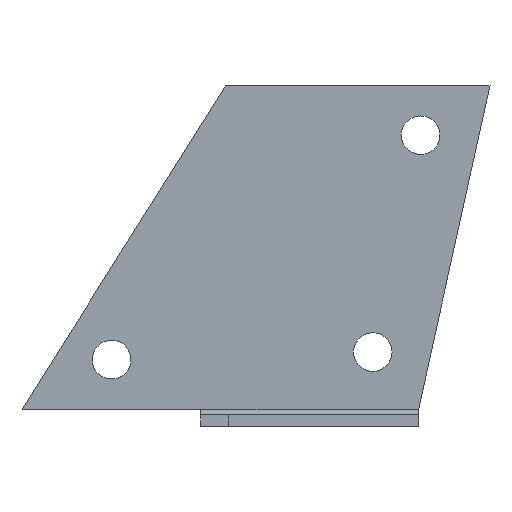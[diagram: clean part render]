
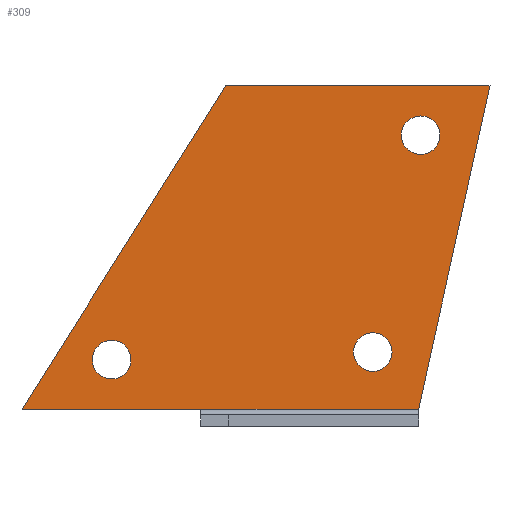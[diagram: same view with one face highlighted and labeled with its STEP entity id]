
A CAD part, front view. The second image highlights one B-rep face of the part: STEP entity #309.
In plain terms, the highlighted planar face has unit normal (0, -1, 0).
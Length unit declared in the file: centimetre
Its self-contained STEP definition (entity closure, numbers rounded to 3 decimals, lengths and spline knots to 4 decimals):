
#23=FACE_BOUND('',#62,.T.);
#24=FACE_BOUND('',#63,.T.);
#25=FACE_BOUND('',#64,.T.);
#32=CIRCLE('',#331,0.5075);
#33=CIRCLE('',#332,0.5075);
#34=CIRCLE('',#333,0.5075);
#42=FACE_OUTER_BOUND('',#61,.T.);
#61=EDGE_LOOP('',(#215,#216,#217,#218,#219));
#62=EDGE_LOOP('',(#220));
#63=EDGE_LOOP('',(#221));
#64=EDGE_LOOP('',(#222));
#89=LINE('',#453,#119);
#90=LINE('',#455,#120);
#91=LINE('',#457,#121);
#92=LINE('',#459,#122);
#93=LINE('',#460,#123);
#119=VECTOR('',#363,4.7);
#120=VECTOR('',#364,5.7253);
#121=VECTOR('',#365,8.7048);
#122=VECTOR('',#366,6.944);
#123=VECTOR('',#367,10.048);
#149=VERTEX_POINT('',#451);
#150=VERTEX_POINT('',#452);
#151=VERTEX_POINT('',#454);
#152=VERTEX_POINT('',#456);
#153=VERTEX_POINT('',#458);
#154=VERTEX_POINT('',#461);
#155=VERTEX_POINT('',#463);
#156=VERTEX_POINT('',#465);
#175=EDGE_CURVE('',#149,#150,#89,.T.);
#176=EDGE_CURVE('',#149,#151,#90,.T.);
#177=EDGE_CURVE('',#152,#151,#91,.T.);
#178=EDGE_CURVE('',#153,#152,#92,.T.);
#179=EDGE_CURVE('',#150,#153,#93,.T.);
#180=EDGE_CURVE('',#154,#154,#32,.T.);
#181=EDGE_CURVE('',#155,#155,#33,.T.);
#182=EDGE_CURVE('',#156,#156,#34,.T.);
#215=ORIENTED_EDGE('',*,*,#175,.F.);
#216=ORIENTED_EDGE('',*,*,#176,.T.);
#217=ORIENTED_EDGE('',*,*,#177,.F.);
#218=ORIENTED_EDGE('',*,*,#178,.F.);
#219=ORIENTED_EDGE('',*,*,#179,.F.);
#220=ORIENTED_EDGE('',*,*,#180,.F.);
#221=ORIENTED_EDGE('',*,*,#181,.F.);
#222=ORIENTED_EDGE('',*,*,#182,.F.);
#295=PLANE('',#330);
#309=ADVANCED_FACE('',(#42,#23,#24,#25),#295,.T.);
#330=AXIS2_PLACEMENT_3D('',#450,#361,#362);
#331=AXIS2_PLACEMENT_3D('',#462,#368,#369);
#332=AXIS2_PLACEMENT_3D('',#464,#370,#371);
#333=AXIS2_PLACEMENT_3D('',#466,#372,#373);
#361=DIRECTION('center_axis',(0.,-1.,0.));
#362=DIRECTION('ref_axis',(0.,0.,-1.));
#363=DIRECTION('',(-1.,0.,0.));
#364=DIRECTION('',(1.,0.,0.));
#365=DIRECTION('',(-0.216,0.,-0.976));
#366=DIRECTION('',(1.,0.,0.));
#367=DIRECTION('',(0.533,0.,0.846));
#368=DIRECTION('center_axis',(0.,-1.,0.));
#369=DIRECTION('ref_axis',(0.,0.,1.));
#370=DIRECTION('center_axis',(0.,-1.,0.));
#371=DIRECTION('ref_axis',(0.,0.,1.));
#372=DIRECTION('center_axis',(0.,-1.,0.));
#373=DIRECTION('ref_axis',(0.,0.,1.));
#450=CARTESIAN_POINT('Origin',(0.,3.5,0.));
#451=CARTESIAN_POINT('',(54.2382,3.5,50.7));
#452=CARTESIAN_POINT('',(49.5382,3.5,50.7));
#453=CARTESIAN_POINT('',(54.2382,3.5,50.7));
#454=CARTESIAN_POINT('',(59.9635,3.5,50.7));
#455=CARTESIAN_POINT('',(54.2382,3.5,50.7));
#456=CARTESIAN_POINT('',(61.8406,3.5,59.2));
#457=CARTESIAN_POINT('',(61.8406,3.5,59.2));
#458=CARTESIAN_POINT('',(54.8966,3.5,59.2));
#459=CARTESIAN_POINT('',(54.8966,3.5,59.2));
#460=CARTESIAN_POINT('',(49.5382,3.5,50.7));
#461=CARTESIAN_POINT('',(60.0174,3.5,57.3925));
#462=CARTESIAN_POINT('Origin',(60.0174,3.5,57.9));
#463=CARTESIAN_POINT('',(51.8944,3.5,51.4925));
#464=CARTESIAN_POINT('Origin',(51.8944,3.5,52.));
#465=CARTESIAN_POINT('',(58.7586,3.5,51.6925));
#466=CARTESIAN_POINT('Origin',(58.7586,3.5,52.2));
